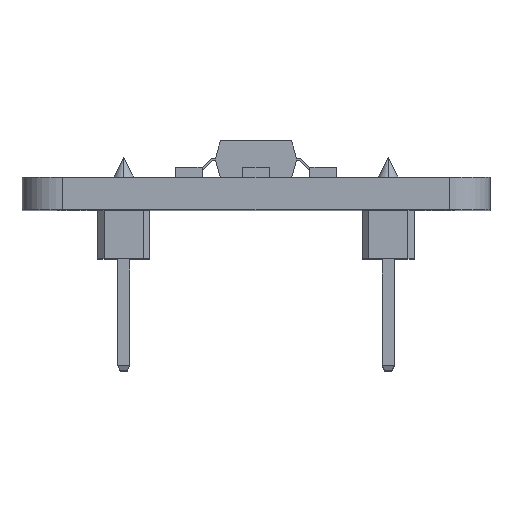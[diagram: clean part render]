
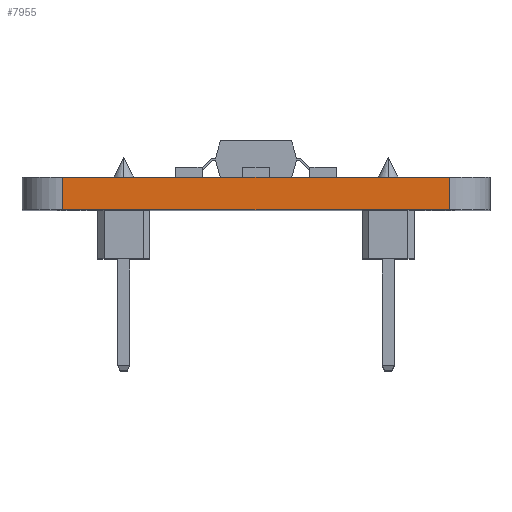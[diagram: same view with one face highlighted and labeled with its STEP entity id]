
A CAD part, top view. The second image highlights one B-rep face of the part: STEP entity #7955.
In plain terms, the highlighted planar face has unit normal (0, 0, 1).
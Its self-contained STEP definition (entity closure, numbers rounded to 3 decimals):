
#64 = VERTEX_POINT ( 'NONE', #2975 ) ;
#248 = CARTESIAN_POINT ( 'NONE',  ( 11.5, 1.6, 11.5 ) ) ;
#492 = EDGE_LOOP ( 'NONE', ( #6838, #7436, #1894, #855 ) ) ;
#855 = ORIENTED_EDGE ( 'NONE', *, *, #3343, .T. ) ;
#908 = PLANE ( 'NONE',  #2571 ) ;
#1021 = DIRECTION ( 'NONE',  ( 0., 0., -1. ) ) ;
#1894 = ORIENTED_EDGE ( 'NONE', *, *, #8621, .F. ) ;
#2396 = VECTOR ( 'NONE', #5205, 1000. ) ;
#2571 = AXIS2_PLACEMENT_3D ( 'NONE', #248, #1021, #6037 ) ;
#2715 = DIRECTION ( 'NONE',  ( 0., -1., 0. ) ) ;
#2848 = EDGE_CURVE ( 'NONE', #7231, #4964, #10498, .T. ) ;
#2975 = CARTESIAN_POINT ( 'NONE',  ( -9.5, 0., 11.5 ) ) ;
#3343 = EDGE_CURVE ( 'NONE', #6452, #64, #7480, .T. ) ;
#3624 = CARTESIAN_POINT ( 'NONE',  ( 9.5, 1.6, 11.5 ) ) ;
#4173 = CARTESIAN_POINT ( 'NONE',  ( 9.5, 1.6, 11.5 ) ) ;
#4268 = DIRECTION ( 'NONE',  ( 1., 0., 0. ) ) ;
#4964 = VERTEX_POINT ( 'NONE', #4173 ) ;
#5205 = DIRECTION ( 'NONE',  ( 1., 0., 0. ) ) ;
#5342 = DIRECTION ( 'NONE',  ( 0., 1., 0. ) ) ;
#5593 = VECTOR ( 'NONE', #4268, 1000. ) ;
#5920 = CARTESIAN_POINT ( 'NONE',  ( -9.5, 1.6, 11.5 ) ) ;
#6037 = DIRECTION ( 'NONE',  ( -1., 0., 0. ) ) ;
#6452 = VERTEX_POINT ( 'NONE', #5920 ) ;
#6544 = CARTESIAN_POINT ( 'NONE',  ( 9.5, 0., 11.5 ) ) ;
#6653 = LINE ( 'NONE', #10144, #5593 ) ;
#6838 = ORIENTED_EDGE ( 'NONE', *, *, #10642, .T. ) ;
#7231 = VERTEX_POINT ( 'NONE', #6544 ) ;
#7436 = ORIENTED_EDGE ( 'NONE', *, *, #2848, .T. ) ;
#7480 = LINE ( 'NONE', #8791, #10691 ) ;
#7807 = CARTESIAN_POINT ( 'NONE',  ( 11.5, 1.6, 11.5 ) ) ;
#7857 = LINE ( 'NONE', #7807, #2396 ) ;
#7955 = ADVANCED_FACE ( 'NONE', ( #8585 ), #908, .F. ) ;
#8585 = FACE_OUTER_BOUND ( 'NONE', #492, .T. ) ;
#8621 = EDGE_CURVE ( 'NONE', #6452, #4964, #7857, .T. ) ;
#8791 = CARTESIAN_POINT ( 'NONE',  ( -9.5, 1.6, 11.5 ) ) ;
#10144 = CARTESIAN_POINT ( 'NONE',  ( 11.5, 0., 11.5 ) ) ;
#10498 = LINE ( 'NONE', #3624, #10844 ) ;
#10642 = EDGE_CURVE ( 'NONE', #64, #7231, #6653, .T. ) ;
#10691 = VECTOR ( 'NONE', #2715, 1000. ) ;
#10844 = VECTOR ( 'NONE', #5342, 1000. ) ;
